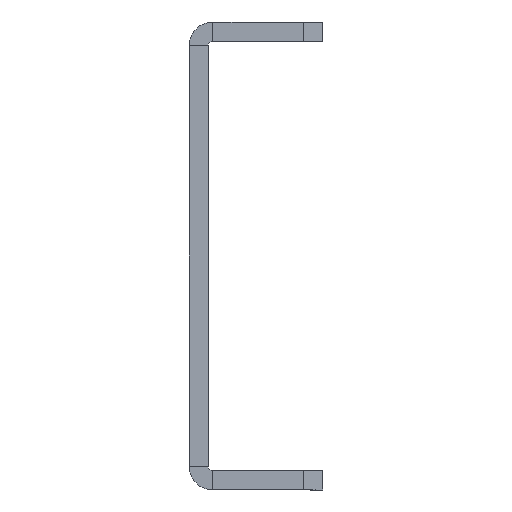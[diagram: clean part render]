
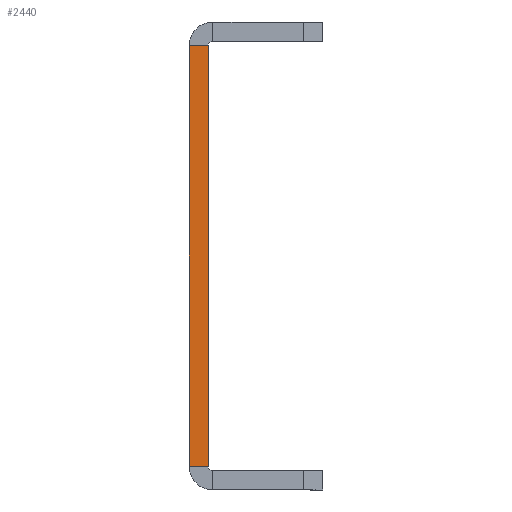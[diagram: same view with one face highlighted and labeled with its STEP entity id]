
A CAD part, left-side view. The second image highlights one B-rep face of the part: STEP entity #2440.
In plain terms, the highlighted planar face has unit normal (-1, 0, 0).
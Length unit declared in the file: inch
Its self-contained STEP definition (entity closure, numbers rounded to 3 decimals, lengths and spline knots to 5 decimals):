
#30 = CARTESIAN_POINT ( 'NONE',  ( 0., 0.125, 0. ) ) ;
#92 = DIRECTION ( 'NONE',  ( 0., 0., 1. ) ) ;
#110 = DIRECTION ( 'NONE',  ( 1., 0., 0. ) ) ;
#147 = FACE_OUTER_BOUND ( 'NONE', #638, .T. ) ;
#328 = VECTOR ( 'NONE', #3565, 39.37008 ) ;
#478 = VECTOR ( 'NONE', #92, 39.37008 ) ;
#595 = CARTESIAN_POINT ( 'NONE',  ( 0., 0., 0. ) ) ;
#638 = EDGE_LOOP ( 'NONE', ( #3937, #2242, #4039, #2371 ) ) ;
#703 = VECTOR ( 'NONE', #2592, 39.37008 ) ;
#754 = VECTOR ( 'NONE', #3946, 39.37008 ) ;
#884 = CARTESIAN_POINT ( 'NONE',  ( 0., 0.125, 0. ) ) ;
#889 = LINE ( 'NONE', #884, #754 ) ;
#1024 = PLANE ( 'NONE',  #3209 ) ;
#1038 = LINE ( 'NONE', #3759, #328 ) ;
#1126 = VERTEX_POINT ( 'NONE', #30 ) ;
#1171 = VERTEX_POINT ( 'NONE', #3968 ) ;
#1190 = EDGE_CURVE ( 'NONE', #2466, #3554, #1038, .T. ) ;
#1288 = LINE ( 'NONE', #4356, #478 ) ;
#1311 = CARTESIAN_POINT ( 'NONE',  ( 0., 0.125, 0. ) ) ;
#1555 = DIRECTION ( 'NONE',  ( 0., 0., 1. ) ) ;
#1798 = LINE ( 'NONE', #2786, #703 ) ;
#2242 = ORIENTED_EDGE ( 'NONE', *, *, #1190, .T. ) ;
#2371 = ORIENTED_EDGE ( 'NONE', *, *, #2948, .F. ) ;
#2440 = ADVANCED_FACE ( 'NONE', ( #147 ), #1024, .F. ) ;
#2466 = VERTEX_POINT ( 'NONE', #4084 ) ;
#2512 = EDGE_CURVE ( 'NONE', #3554, #1126, #889, .T. ) ;
#2592 = DIRECTION ( 'NONE',  ( 0., 1., 0. ) ) ;
#2786 = CARTESIAN_POINT ( 'NONE',  ( 0., 0.125, -2.75 ) ) ;
#2948 = EDGE_CURVE ( 'NONE', #1171, #1126, #1288, .T. ) ;
#3209 = AXIS2_PLACEMENT_3D ( 'NONE', #1311, #110, #1555 ) ;
#3554 = VERTEX_POINT ( 'NONE', #595 ) ;
#3565 = DIRECTION ( 'NONE',  ( 0., 0., 1. ) ) ;
#3759 = CARTESIAN_POINT ( 'NONE',  ( 0., 0., -2.75 ) ) ;
#3937 = ORIENTED_EDGE ( 'NONE', *, *, #4199, .F. ) ;
#3946 = DIRECTION ( 'NONE',  ( 0., 1., 0. ) ) ;
#3968 = CARTESIAN_POINT ( 'NONE',  ( 0., 0.125, -2.75 ) ) ;
#4039 = ORIENTED_EDGE ( 'NONE', *, *, #2512, .T. ) ;
#4084 = CARTESIAN_POINT ( 'NONE',  ( 0., 0., -2.75 ) ) ;
#4199 = EDGE_CURVE ( 'NONE', #2466, #1171, #1798, .T. ) ;
#4356 = CARTESIAN_POINT ( 'NONE',  ( 0., 0.125, 0. ) ) ;
